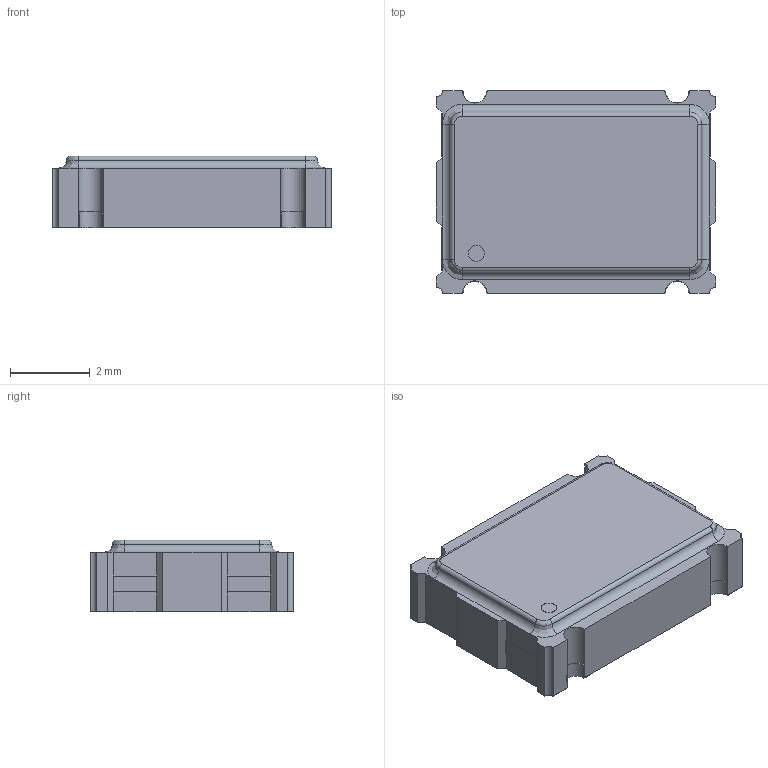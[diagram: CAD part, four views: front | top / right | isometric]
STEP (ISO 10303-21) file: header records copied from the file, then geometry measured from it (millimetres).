
FILE_DESCRIPTION (( 'STEP AP214' ), '1' );
FILE_NAME ('User Library-ASV_series _ABRACON.STEP', '2020-03-20T09:36:15', ( '' ), ( '' ), 'SwSTEP 2.0', 'SolidWorks 2019', '' );
FILE_SCHEMA (( 'AUTOMOTIVE_DESIGN' ));
Length unit declared in the file: millimetre
Products named in the file (1): User Library-ASV_series _ABRACON
Bounding box: 7 x 5.08 x 1.8 mm (x, y, z)
Volume: 58.6 mm3; surface area: 110.7 mm2
Topology: 1 solids, 1 shells, 114 faces, 301 edges, 190 vertices
Faces by surface type: plane 84, cylinder 22, bspline 8
Entity records: 4258 total; most frequent: CARTESIAN_POINT 800, ORIENTED_EDGE 602, DIRECTION 563, EDGE_CURVE 301, LINE 237, VECTOR 237, VERTEX_POINT 190, AXIS2_PLACEMENT_3D 163
